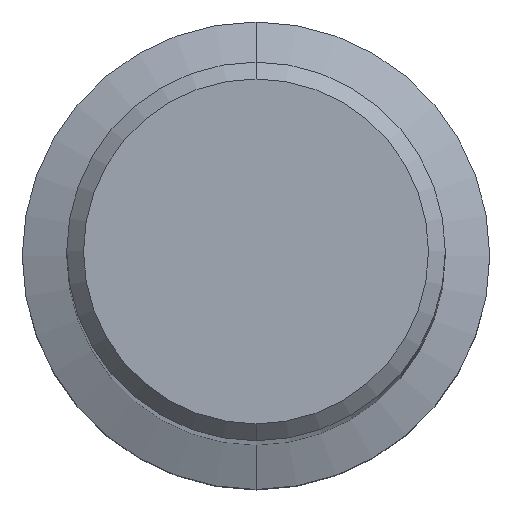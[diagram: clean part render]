
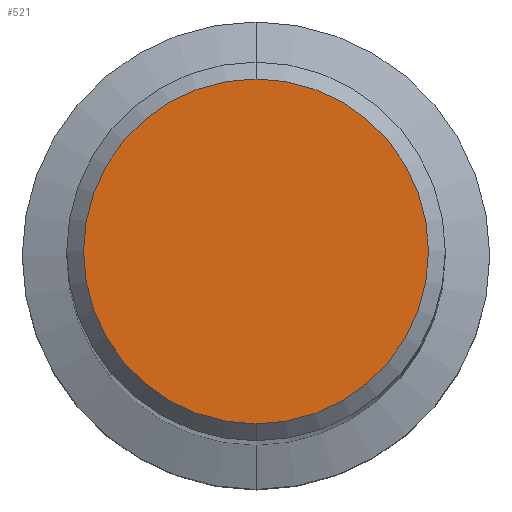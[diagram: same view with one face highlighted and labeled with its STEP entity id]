
A CAD part, top view. The second image highlights one B-rep face of the part: STEP entity #521.
In plain terms, the highlighted planar face has unit normal (0, 0, 1).
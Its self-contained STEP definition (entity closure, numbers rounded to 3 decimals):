
#239=VERTEX_POINT('',#597);
#327=EDGE_CURVE('',#441,#239,#697,.T.);
#359=EDGE_CURVE('',#239,#441,#734,.T.);
#441=VERTEX_POINT('',#823);
#521=ADVANCED_FACE('',(#910),#911,.T.);
#597=CARTESIAN_POINT('',(0.0,8.2,0.0));
#697=CIRCLE('',#1161,8.2);
#734=CIRCLE('',#1240,8.2);
#823=CARTESIAN_POINT('',(0.,-8.2,0.0));
#910=FACE_OUTER_BOUND('',#1683,.T.);
#911=PLANE('',#1684);
#1161=AXIS2_PLACEMENT_3D('',#1902,#1903,#1904);
#1240=AXIS2_PLACEMENT_3D('',#1946,#1947,#1948);
#1683=EDGE_LOOP('',(#2113,#2114));
#1684=AXIS2_PLACEMENT_3D('',#2115,#2116,#2117);
#1902=CARTESIAN_POINT('',(0.0,0.0,0.0));
#1903=DIRECTION('',(0.0,0.0,-1.0));
#1904=DIRECTION('',(0.0,1.0,0.0));
#1946=CARTESIAN_POINT('',(0.0,0.0,0.0));
#1947=DIRECTION('',(0.0,0.0,-1.0));
#1948=DIRECTION('',(0.0,1.0,0.0));
#2113=ORIENTED_EDGE('',*,*,#359,.F.);
#2114=ORIENTED_EDGE('',*,*,#327,.F.);
#2115=CARTESIAN_POINT('',(0.0,4.1,0.0));
#2116=DIRECTION('',(-0.0,0.0,1.0));
#2117=DIRECTION('',(0.0,-1.0,0.0));
